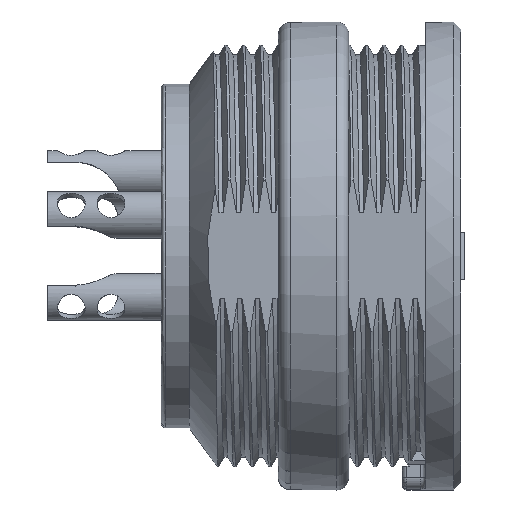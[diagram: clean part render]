
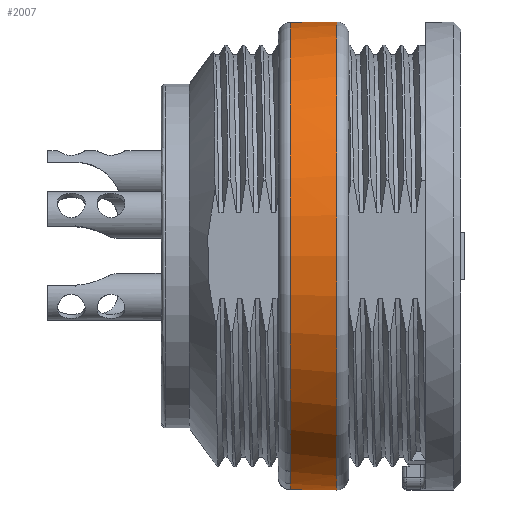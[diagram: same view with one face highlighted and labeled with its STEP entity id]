
A CAD part, top view. The second image highlights one B-rep face of the part: STEP entity #2007.
In plain terms, the highlighted cylindrical face has radius 10 mm (diameter 20 mm), a full revolution.
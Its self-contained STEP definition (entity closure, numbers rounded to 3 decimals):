
#1486=FACE_BOUND('',#2921,.T.);
#1487=FACE_BOUND('',#2922,.T.);
#1641=CIRCLE('',#8678,10.);
#1642=CIRCLE('',#8679,10.);
#1643=CIRCLE('',#8680,10.);
#1644=CIRCLE('',#8681,10.);
#1645=CIRCLE('',#8682,10.);
#2007=ADVANCED_FACE('',(#1486,#1487),#2157,.T.);
#2157=CYLINDRICAL_SURFACE('',#8683,10.);
#2921=EDGE_LOOP('',(#5948));
#2922=EDGE_LOOP('',(#5949,#5950,#5951,#5952,#5953,#5954,#5955,#5956));
#3458=LINE('',#39582,#3984);
#3459=LINE('',#39587,#3985);
#3460=LINE('',#39591,#3986);
#3461=LINE('',#39595,#3987);
#3984=VECTOR('',#10092,1.);
#3985=VECTOR('',#10095,1.);
#3986=VECTOR('',#10098,1.);
#3987=VECTOR('',#10101,1.);
#5948=ORIENTED_EDGE('',*,*,#7820,.F.);
#5949=ORIENTED_EDGE('',*,*,#7821,.F.);
#5950=ORIENTED_EDGE('',*,*,#7822,.T.);
#5951=ORIENTED_EDGE('',*,*,#7823,.T.);
#5952=ORIENTED_EDGE('',*,*,#7824,.T.);
#5953=ORIENTED_EDGE('',*,*,#7825,.F.);
#5954=ORIENTED_EDGE('',*,*,#7826,.T.);
#5955=ORIENTED_EDGE('',*,*,#7827,.T.);
#5956=ORIENTED_EDGE('',*,*,#7828,.T.);
#6793=VERTEX_POINT('',#39581);
#6794=VERTEX_POINT('',#39583);
#6795=VERTEX_POINT('',#39584);
#6796=VERTEX_POINT('',#39586);
#6797=VERTEX_POINT('',#39588);
#6798=VERTEX_POINT('',#39590);
#6799=VERTEX_POINT('',#39592);
#6800=VERTEX_POINT('',#39594);
#6801=VERTEX_POINT('',#39596);
#7820=EDGE_CURVE('',#6793,#6793,#1641,.T.);
#7821=EDGE_CURVE('',#6794,#6795,#3458,.T.);
#7822=EDGE_CURVE('',#6794,#6796,#1642,.T.);
#7823=EDGE_CURVE('',#6796,#6797,#3459,.T.);
#7824=EDGE_CURVE('',#6797,#6798,#1643,.T.);
#7825=EDGE_CURVE('',#6799,#6798,#3460,.T.);
#7826=EDGE_CURVE('',#6799,#6800,#1644,.T.);
#7827=EDGE_CURVE('',#6800,#6801,#3461,.T.);
#7828=EDGE_CURVE('',#6801,#6795,#1645,.T.);
#8678=AXIS2_PLACEMENT_3D('',#39580,#10090,#10091);
#8679=AXIS2_PLACEMENT_3D('',#39585,#10093,#10094);
#8680=AXIS2_PLACEMENT_3D('',#39589,#10096,#10097);
#8681=AXIS2_PLACEMENT_3D('',#39593,#10099,#10100);
#8682=AXIS2_PLACEMENT_3D('',#39597,#10102,#10103);
#8683=AXIS2_PLACEMENT_3D('',#39598,#10104,#10105);
#10090=DIRECTION('',(1.,0.,0.));
#10091=DIRECTION('',(0.,1.,0.));
#10092=DIRECTION('',(-1.,0.,0.));
#10093=DIRECTION('',(1.,0.,0.));
#10094=DIRECTION('',(0.,1.,0.));
#10095=DIRECTION('',(-1.,0.,0.));
#10096=DIRECTION('',(1.,0.,0.));
#10097=DIRECTION('',(0.,1.,0.));
#10098=DIRECTION('',(-1.,0.,0.));
#10099=DIRECTION('',(1.,0.,0.));
#10100=DIRECTION('',(0.,1.,0.));
#10101=DIRECTION('',(-1.,0.,0.));
#10102=DIRECTION('',(1.,0.,0.));
#10103=DIRECTION('',(0.,1.,0.));
#10104=DIRECTION('',(1.,0.,0.));
#10105=DIRECTION('',(0.,1.,0.));
#39580=CARTESIAN_POINT('',(-54.318,-27.815,0.));
#39581=CARTESIAN_POINT('',(-54.318,-17.815,0.));
#39582=CARTESIAN_POINT('',(-55.818,-17.833,-0.6));
#39583=CARTESIAN_POINT('',(-55.818,-17.833,-0.6));
#39584=CARTESIAN_POINT('',(-56.318,-17.833,-0.6));
#39585=CARTESIAN_POINT('',(-55.818,-27.815,0.));
#39586=CARTESIAN_POINT('',(-55.818,-17.833,0.6));
#39587=CARTESIAN_POINT('',(-53.818,-17.833,0.6));
#39588=CARTESIAN_POINT('',(-56.318,-17.833,0.6));
#39589=CARTESIAN_POINT('',(-56.318,-27.815,0.));
#39590=CARTESIAN_POINT('',(-56.318,-37.797,0.6));
#39591=CARTESIAN_POINT('',(-55.818,-37.797,0.6));
#39592=CARTESIAN_POINT('',(-55.818,-37.797,0.6));
#39593=CARTESIAN_POINT('',(-55.818,-27.815,0.));
#39594=CARTESIAN_POINT('',(-55.818,-37.797,-0.6));
#39595=CARTESIAN_POINT('',(-55.818,-37.797,-0.6));
#39596=CARTESIAN_POINT('',(-56.318,-37.797,-0.6));
#39597=CARTESIAN_POINT('',(-56.318,-27.815,0.));
#39598=CARTESIAN_POINT('',(-53.818,-27.815,0.));
